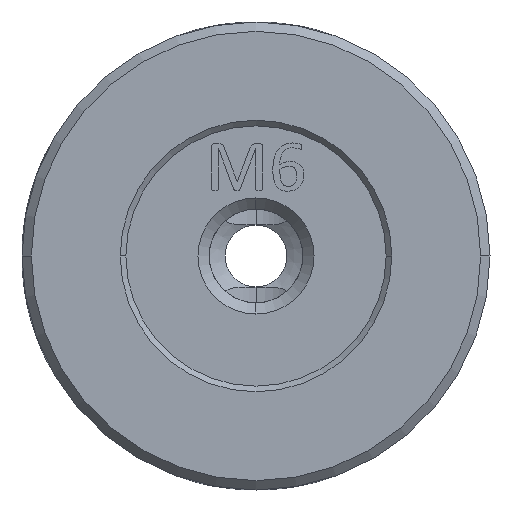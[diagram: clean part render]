
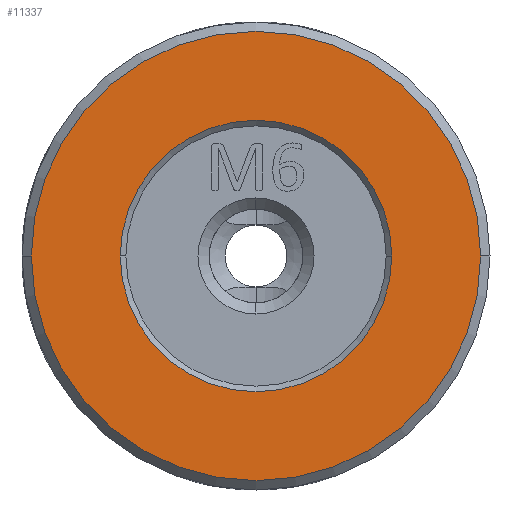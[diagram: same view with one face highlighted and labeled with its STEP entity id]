
A CAD part, left-side view. The second image highlights one B-rep face of the part: STEP entity #11337.
In plain terms, the highlighted planar face has unit normal (-1, 0, 0).
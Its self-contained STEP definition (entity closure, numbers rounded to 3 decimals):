
#555 = VERTEX_POINT ( 'NONE', #5050 ) ;
#596 = AXIS2_PLACEMENT_3D ( 'NONE', #13720, #12727, #2018 ) ;
#871 = CIRCLE ( 'NONE', #9836, 12. ) ;
#1154 = VERTEX_POINT ( 'NONE', #8932 ) ;
#1523 = DIRECTION ( 'NONE',  ( 0., -1., 0. ) ) ;
#1614 = EDGE_LOOP ( 'NONE', ( #5813, #6173 ) ) ;
#2018 = DIRECTION ( 'NONE',  ( 0., 0., 1. ) ) ;
#2038 = DIRECTION ( 'NONE',  ( 1., 0., 0. ) ) ;
#2191 = CIRCLE ( 'NONE', #4866, 7.25 ) ;
#2596 = CIRCLE ( 'NONE', #6169, 7.25 ) ;
#3105 = VERTEX_POINT ( 'NONE', #8834 ) ;
#3132 = ORIENTED_EDGE ( 'NONE', *, *, #12823, .T. ) ;
#4866 = AXIS2_PLACEMENT_3D ( 'NONE', #12256, #5570, #6997 ) ;
#5050 = CARTESIAN_POINT ( 'NONE',  ( -28.212, -8.394, 0. ) ) ;
#5166 = FACE_BOUND ( 'NONE', #8798, .T. ) ;
#5570 = DIRECTION ( 'NONE',  ( 1., 0., 0. ) ) ;
#5813 = ORIENTED_EDGE ( 'NONE', *, *, #8480, .T. ) ;
#6169 = AXIS2_PLACEMENT_3D ( 'NONE', #11629, #2038, #1523 ) ;
#6173 = ORIENTED_EDGE ( 'NONE', *, *, #9428, .T. ) ;
#6997 = DIRECTION ( 'NONE',  ( 0., -1., 0. ) ) ;
#7460 = FACE_OUTER_BOUND ( 'NONE', #1614, .T. ) ;
#7530 = CARTESIAN_POINT ( 'NONE',  ( -28.212, -13.144, 0. ) ) ;
#7836 = ORIENTED_EDGE ( 'NONE', *, *, #10155, .T. ) ;
#7866 = DIRECTION ( 'NONE',  ( 0., -1., 0. ) ) ;
#8480 = EDGE_CURVE ( 'NONE', #1154, #13818, #871, .T. ) ;
#8679 = PLANE ( 'NONE',  #596 ) ;
#8742 = DIRECTION ( 'NONE',  ( -1., 0., 0. ) ) ;
#8798 = EDGE_LOOP ( 'NONE', ( #3132, #7836 ) ) ;
#8834 = CARTESIAN_POINT ( 'NONE',  ( -28.212, 6.106, 0. ) ) ;
#8932 = CARTESIAN_POINT ( 'NONE',  ( -28.212, 10.856, 0. ) ) ;
#9428 = EDGE_CURVE ( 'NONE', #13818, #1154, #9768, .T. ) ;
#9768 = CIRCLE ( 'NONE', #13793, 12. ) ;
#9836 = AXIS2_PLACEMENT_3D ( 'NONE', #12075, #8742, #7866 ) ;
#10155 = EDGE_CURVE ( 'NONE', #3105, #555, #2596, .T. ) ;
#10176 = DIRECTION ( 'NONE',  ( 0., -1., 0. ) ) ;
#10956 = CARTESIAN_POINT ( 'NONE',  ( -28.212, -1.144, 0. ) ) ;
#11086 = DIRECTION ( 'NONE',  ( -1., 0., 0. ) ) ;
#11337 = ADVANCED_FACE ( 'NONE', ( #5166, #7460 ), #8679, .T. ) ;
#11629 = CARTESIAN_POINT ( 'NONE',  ( -28.212, -1.144, 0. ) ) ;
#12075 = CARTESIAN_POINT ( 'NONE',  ( -28.212, -1.144, 0. ) ) ;
#12256 = CARTESIAN_POINT ( 'NONE',  ( -28.212, -1.144, 0. ) ) ;
#12727 = DIRECTION ( 'NONE',  ( -1., 0., 0. ) ) ;
#12823 = EDGE_CURVE ( 'NONE', #555, #3105, #2191, .T. ) ;
#13720 = CARTESIAN_POINT ( 'NONE',  ( -28.212, -1.144, 0. ) ) ;
#13793 = AXIS2_PLACEMENT_3D ( 'NONE', #10956, #11086, #10176 ) ;
#13818 = VERTEX_POINT ( 'NONE', #7530 ) ;
